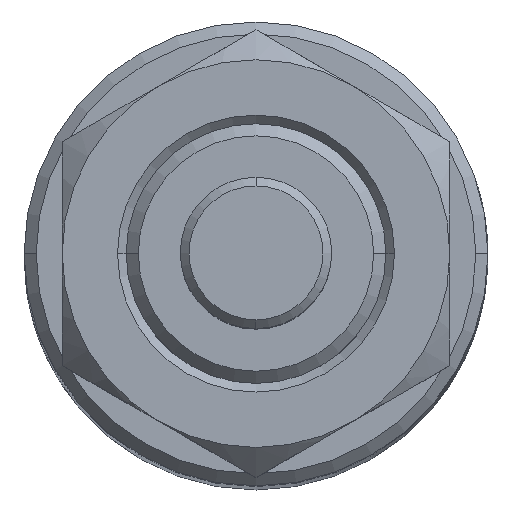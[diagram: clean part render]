
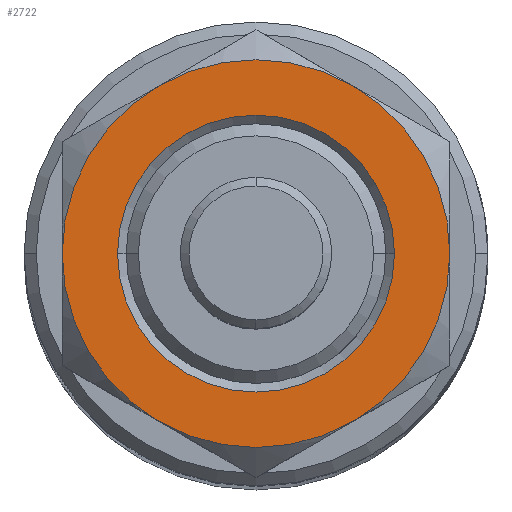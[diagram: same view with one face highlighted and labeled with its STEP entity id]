
A CAD part, top view. The second image highlights one B-rep face of the part: STEP entity #2722.
In plain terms, the highlighted planar face has unit normal (0, 0, 1).
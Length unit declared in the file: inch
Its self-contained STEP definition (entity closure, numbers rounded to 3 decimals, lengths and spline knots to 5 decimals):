
#20 = CIRCLE ( 'NONE', #3152, 0.56 ) ;
#30 = CARTESIAN_POINT ( 'NONE',  ( -0.56, 0., 0.21 ) ) ;
#161 = CARTESIAN_POINT ( 'NONE',  ( 0.28, -0.48497, 0.21 ) ) ;
#188 = DIRECTION ( 'NONE',  ( 0., 0., -1. ) ) ;
#235 = DIRECTION ( 'NONE',  ( 0., 0., -1. ) ) ;
#269 = CARTESIAN_POINT ( 'NONE',  ( 0., 0., 0.21 ) ) ;
#349 = EDGE_CURVE ( 'NONE', #2983, #723, #20, .T. ) ;
#536 = DIRECTION ( 'NONE',  ( 1., 0., 0. ) ) ;
#587 = DIRECTION ( 'NONE',  ( 0., 0., -1. ) ) ;
#652 = VERTEX_POINT ( 'NONE', #1295 ) ;
#659 = ORIENTED_EDGE ( 'NONE', *, *, #2056, .T. ) ;
#672 = CIRCLE ( 'NONE', #1002, 0.56 ) ;
#723 = VERTEX_POINT ( 'NONE', #161 ) ;
#816 = DIRECTION ( 'NONE',  ( 0., 0., -1. ) ) ;
#874 = ORIENTED_EDGE ( 'NONE', *, *, #349, .F. ) ;
#894 = AXIS2_PLACEMENT_3D ( 'NONE', #1715, #188, #1965 ) ;
#990 = CIRCLE ( 'NONE', #3081, 0.56 ) ;
#998 = ORIENTED_EDGE ( 'NONE', *, *, #2707, .F. ) ;
#1002 = AXIS2_PLACEMENT_3D ( 'NONE', #2322, #816, #2570 ) ;
#1086 = ORIENTED_EDGE ( 'NONE', *, *, #2664, .F. ) ;
#1097 = DIRECTION ( 'NONE',  ( 0., 0., -1. ) ) ;
#1105 = DIRECTION ( 'NONE',  ( 0., 0., -1. ) ) ;
#1135 = EDGE_CURVE ( 'NONE', #1281, #2034, #3217, .T. ) ;
#1138 = EDGE_LOOP ( 'NONE', ( #2670, #1662, #998, #874, #2461, #1086 ) ) ;
#1220 = DIRECTION ( 'NONE',  ( 0., 0., -1. ) ) ;
#1234 = VERTEX_POINT ( 'NONE', #2526 ) ;
#1242 = AXIS2_PLACEMENT_3D ( 'NONE', #2724, #1220, #2967 ) ;
#1250 = PLANE ( 'NONE',  #3085 ) ;
#1264 = EDGE_LOOP ( 'NONE', ( #659, #2803 ) ) ;
#1270 = EDGE_CURVE ( 'NONE', #2983, #1234, #990, .T. ) ;
#1281 = VERTEX_POINT ( 'NONE', #30 ) ;
#1295 = CARTESIAN_POINT ( 'NONE',  ( 0.4, 0., 0.21 ) ) ;
#1321 = EDGE_CURVE ( 'NONE', #1655, #1281, #672, .T. ) ;
#1418 = VERTEX_POINT ( 'NONE', #2865 ) ;
#1512 = CARTESIAN_POINT ( 'NONE',  ( 0., 0., 0.21 ) ) ;
#1620 = CIRCLE ( 'NONE', #2146, 0.4 ) ;
#1624 = CIRCLE ( 'NONE', #2587, 0.56 ) ;
#1655 = VERTEX_POINT ( 'NONE', #1690 ) ;
#1662 = ORIENTED_EDGE ( 'NONE', *, *, #1321, .F. ) ;
#1690 = CARTESIAN_POINT ( 'NONE',  ( -0.28, -0.48497, 0.21 ) ) ;
#1700 = FACE_OUTER_BOUND ( 'NONE', #1138, .T. ) ;
#1715 = CARTESIAN_POINT ( 'NONE',  ( 0., 0., 0.21 ) ) ;
#1767 = DIRECTION ( 'NONE',  ( -1., 0., 0. ) ) ;
#1817 = CIRCLE ( 'NONE', #2051, 0.4 ) ;
#1965 = DIRECTION ( 'NONE',  ( -1., 0., 0. ) ) ;
#2017 = DIRECTION ( 'NONE',  ( -1., 0., 0. ) ) ;
#2034 = VERTEX_POINT ( 'NONE', #2844 ) ;
#2051 = AXIS2_PLACEMENT_3D ( 'NONE', #2611, #1105, #2858 ) ;
#2056 = EDGE_CURVE ( 'NONE', #652, #1418, #1817, .T. ) ;
#2057 = DIRECTION ( 'NONE',  ( 0., 0., 1. ) ) ;
#2106 = CARTESIAN_POINT ( 'NONE',  ( 0., 0., 0.21 ) ) ;
#2146 = AXIS2_PLACEMENT_3D ( 'NONE', #2106, #587, #2346 ) ;
#2176 = CARTESIAN_POINT ( 'NONE',  ( 0.56, 0., 0.21 ) ) ;
#2322 = CARTESIAN_POINT ( 'NONE',  ( 0., 0., 0.21 ) ) ;
#2346 = DIRECTION ( 'NONE',  ( -1., 0., 0. ) ) ;
#2375 = EDGE_CURVE ( 'NONE', #1418, #652, #1620, .T. ) ;
#2461 = ORIENTED_EDGE ( 'NONE', *, *, #1270, .T. ) ;
#2495 = CARTESIAN_POINT ( 'NONE',  ( 0.56, 0.96995, 0.21 ) ) ;
#2510 = CIRCLE ( 'NONE', #1242, 0.56 ) ;
#2526 = CARTESIAN_POINT ( 'NONE',  ( 0.28, 0.48497, 0.21 ) ) ;
#2570 = DIRECTION ( 'NONE',  ( -1., 0., 0. ) ) ;
#2587 = AXIS2_PLACEMENT_3D ( 'NONE', #1512, #3238, #1767 ) ;
#2600 = CARTESIAN_POINT ( 'NONE',  ( 0., 0., 0.21 ) ) ;
#2611 = CARTESIAN_POINT ( 'NONE',  ( 0., 0., 0.21 ) ) ;
#2664 = EDGE_CURVE ( 'NONE', #2034, #1234, #2510, .T. ) ;
#2670 = ORIENTED_EDGE ( 'NONE', *, *, #1135, .F. ) ;
#2707 = EDGE_CURVE ( 'NONE', #723, #1655, #1624, .T. ) ;
#2722 = ADVANCED_FACE ( 'NONE', ( #2926, #1700 ), #1250, .F. ) ;
#2724 = CARTESIAN_POINT ( 'NONE',  ( 0., 0., 0.21 ) ) ;
#2803 = ORIENTED_EDGE ( 'NONE', *, *, #2375, .T. ) ;
#2844 = CARTESIAN_POINT ( 'NONE',  ( -0.28, 0.48497, 0.21 ) ) ;
#2846 = DIRECTION ( 'NONE',  ( -1., 0., 0. ) ) ;
#2858 = DIRECTION ( 'NONE',  ( -1., 0., 0. ) ) ;
#2865 = CARTESIAN_POINT ( 'NONE',  ( -0.4, 0., 0.21 ) ) ;
#2926 = FACE_BOUND ( 'NONE', #1264, .T. ) ;
#2967 = DIRECTION ( 'NONE',  ( -1., 0., 0. ) ) ;
#2983 = VERTEX_POINT ( 'NONE', #2176 ) ;
#3081 = AXIS2_PLACEMENT_3D ( 'NONE', #269, #2057, #536 ) ;
#3085 = AXIS2_PLACEMENT_3D ( 'NONE', #2495, #235, #2017 ) ;
#3152 = AXIS2_PLACEMENT_3D ( 'NONE', #2600, #1097, #2846 ) ;
#3217 = CIRCLE ( 'NONE', #894, 0.56 ) ;
#3238 = DIRECTION ( 'NONE',  ( 0., 0., -1. ) ) ;
